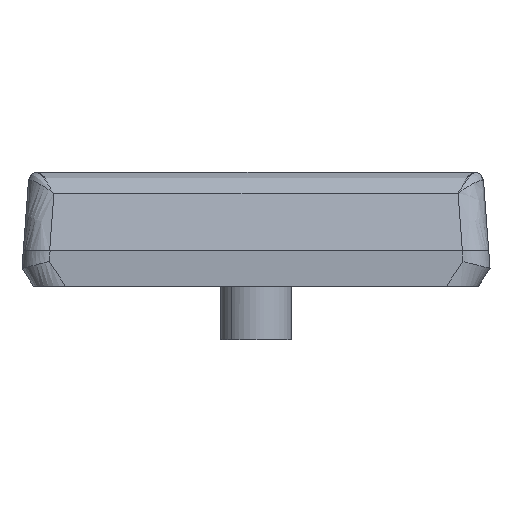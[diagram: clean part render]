
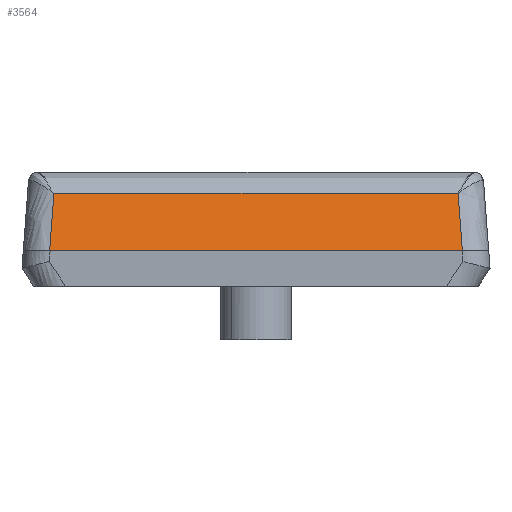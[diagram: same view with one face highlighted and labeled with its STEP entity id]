
A CAD part, left-side view. The second image highlights one B-rep face of the part: STEP entity #3564.
In plain terms, the highlighted free-form (B-spline) face has degree [1, 1] with [2, 2] control points.
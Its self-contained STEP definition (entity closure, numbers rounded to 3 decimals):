
#3067=CARTESIAN_POINT('',(155.0,11.596,2.0));
#3068=VERTEX_POINT('',#3067);
#3093=CARTESIAN_POINT('',(154.265,11.358,5.233));
#3094=VERTEX_POINT('',#3093);
#3108=CARTESIAN_POINT('',(155.0,11.596,2.0));
#3109=CARTESIAN_POINT('',(154.265,11.358,5.233));
#3110=QUASI_UNIFORM_CURVE('',1,(#3108,#3109),.UNSPECIFIED.,.F.,.U.);
#3111=EDGE_CURVE('',#3068,#3094,#3110,.T.);
#3275=CARTESIAN_POINT('',(155.0,-11.597,2.0));
#3276=VERTEX_POINT('',#3275);
#3287=CARTESIAN_POINT('',(154.265,-11.357,5.233));
#3288=VERTEX_POINT('',#3287);
#3289=CARTESIAN_POINT('',(154.265,-11.357,5.233));
#3290=CARTESIAN_POINT('',(155.0,-11.597,2.0));
#3291=QUASI_UNIFORM_CURVE('',1,(#3289,#3290),.UNSPECIFIED.,.F.,.U.);
#3292=EDGE_CURVE('',#3288,#3276,#3291,.T.);
#3534=CARTESIAN_POINT('',(154.265,11.358,5.233));
#3535=CARTESIAN_POINT('',(154.265,-11.357,5.233));
#3536=QUASI_UNIFORM_CURVE('',1,(#3534,#3535),.UNSPECIFIED.,.F.,.U.);
#3537=EDGE_CURVE('',#3094,#3288,#3536,.T.);
#3549=CARTESIAN_POINT('',(155.037,-12.755,1.839));
#3550=CARTESIAN_POINT('',(154.228,-12.755,5.394));
#3551=CARTESIAN_POINT('',(155.037,12.755,1.839));
#3552=CARTESIAN_POINT('',(154.228,12.755,5.394));
#3553=B_SPLINE_SURFACE_WITH_KNOTS('',1,1,((#3549,#3551),(#3550,#3552)),.UNSPECIFIED.,.F.,.F.,.U.,(2,2),(2,2),(0.0,3.646),(0.0,25.51),.UNSPECIFIED.);
#3554=CARTESIAN_POINT('',(155.0,-11.597,2.0));
#3555=CARTESIAN_POINT('',(155.0,11.596,2.0));
#3556=QUASI_UNIFORM_CURVE('',1,(#3554,#3555),.UNSPECIFIED.,.F.,.U.);
#3557=EDGE_CURVE('',#3276,#3068,#3556,.T.);
#3558=ORIENTED_EDGE('',*,*,#3557,.T.);
#3559=ORIENTED_EDGE('',*,*,#3111,.T.);
#3560=ORIENTED_EDGE('',*,*,#3537,.T.);
#3561=ORIENTED_EDGE('',*,*,#3292,.T.);
#3562=EDGE_LOOP('',(#3558,#3559,#3560,#3561));
#3563=FACE_OUTER_BOUND('',#3562,.T.);
#3564=ADVANCED_FACE('',(#3563),#3553,.F.);
